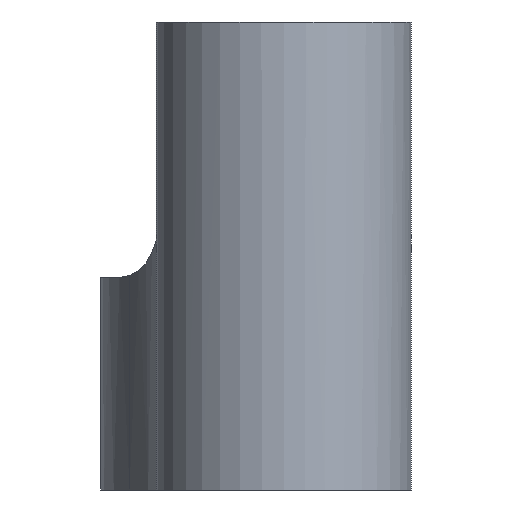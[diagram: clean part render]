
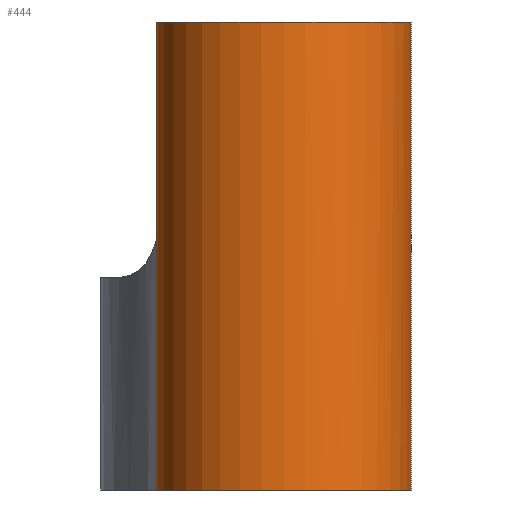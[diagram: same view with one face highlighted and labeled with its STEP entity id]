
A CAD part, left-side view. The second image highlights one B-rep face of the part: STEP entity #444.
In plain terms, the highlighted cylindrical face has radius 3.008 mm (diameter 6.016 mm), a full revolution.
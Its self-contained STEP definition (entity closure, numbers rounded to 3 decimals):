
#36=LINE('',#799,#62);
#43=LINE('',#818,#69);
#44=LINE('',#821,#70);
#62=VECTOR('',#580,10.);
#69=VECTOR('',#599,3.008);
#70=VECTOR('',#602,10.);
#85=CYLINDRICAL_SURFACE('',#502,3.008);
#102=FACE_OUTER_BOUND('',#127,.T.);
#127=EDGE_LOOP('',(#346,#347,#348,#349,#350,#351,#352,#353));
#153=CIRCLE('',#489,3.008);
#161=CIRCLE('',#503,3.008);
#162=CIRCLE('',#504,3.008);
#163=CIRCLE('',#505,3.008);
#200=VERTEX_POINT('',#743);
#202=VERTEX_POINT('',#757);
#211=VERTEX_POINT('',#797);
#216=VERTEX_POINT('',#815);
#217=VERTEX_POINT('',#817);
#218=VERTEX_POINT('',#819);
#247=EDGE_CURVE('',#200,#202,#153,.T.);
#260=EDGE_CURVE('',#211,#200,#36,.T.);
#268=EDGE_CURVE('',#216,#216,#161,.T.);
#269=EDGE_CURVE('',#216,#217,#43,.T.);
#270=EDGE_CURVE('',#217,#218,#162,.T.);
#271=EDGE_CURVE('',#218,#202,#44,.T.);
#272=EDGE_CURVE('',#211,#217,#163,.T.);
#346=ORIENTED_EDGE('',*,*,#268,.F.);
#347=ORIENTED_EDGE('',*,*,#269,.T.);
#348=ORIENTED_EDGE('',*,*,#270,.T.);
#349=ORIENTED_EDGE('',*,*,#271,.T.);
#350=ORIENTED_EDGE('',*,*,#247,.F.);
#351=ORIENTED_EDGE('',*,*,#260,.F.);
#352=ORIENTED_EDGE('',*,*,#272,.T.);
#353=ORIENTED_EDGE('',*,*,#269,.F.);
#444=ADVANCED_FACE('',(#102),#85,.T.);
#489=AXIS2_PLACEMENT_3D('',#758,#559,#560);
#502=AXIS2_PLACEMENT_3D('',#814,#595,#596);
#503=AXIS2_PLACEMENT_3D('',#816,#597,#598);
#504=AXIS2_PLACEMENT_3D('',#820,#600,#601);
#505=AXIS2_PLACEMENT_3D('',#822,#603,#604);
#559=DIRECTION('center_axis',(0.,0.,-1.));
#560=DIRECTION('ref_axis',(0.902,0.431,0.));
#580=DIRECTION('',(0.,0.,1.));
#595=DIRECTION('center_axis',(0.,0.,1.));
#596=DIRECTION('ref_axis',(1.,0.,0.));
#597=DIRECTION('center_axis',(0.,0.,1.));
#598=DIRECTION('ref_axis',(1.,0.,0.));
#599=DIRECTION('',(0.,0.,-1.));
#600=DIRECTION('center_axis',(0.,0.,1.));
#601=DIRECTION('ref_axis',(1.,0.,0.));
#602=DIRECTION('',(0.,0.,1.));
#603=DIRECTION('center_axis',(0.,0.,1.));
#604=DIRECTION('ref_axis',(1.,0.,0.));
#743=CARTESIAN_POINT('',(-55.649,36.556,9.008));
#757=CARTESIAN_POINT('',(-53.529,32.114,9.008));
#758=CARTESIAN_POINT('Origin',(-56.15,33.59,9.008));
#797=CARTESIAN_POINT('',(-55.649,36.556,0.));
#799=CARTESIAN_POINT('',(-55.649,36.556,0.));
#814=CARTESIAN_POINT('Origin',(-56.15,33.59,0.));
#815=CARTESIAN_POINT('',(-59.158,33.59,11.029));
#816=CARTESIAN_POINT('Origin',(-56.15,33.59,11.029));
#817=CARTESIAN_POINT('',(-59.158,33.59,0.));
#818=CARTESIAN_POINT('',(-59.158,33.59,0.));
#819=CARTESIAN_POINT('',(-53.529,32.114,0.));
#820=CARTESIAN_POINT('Origin',(-56.15,33.59,0.));
#821=CARTESIAN_POINT('',(-53.529,32.114,0.));
#822=CARTESIAN_POINT('Origin',(-56.15,33.59,0.));
